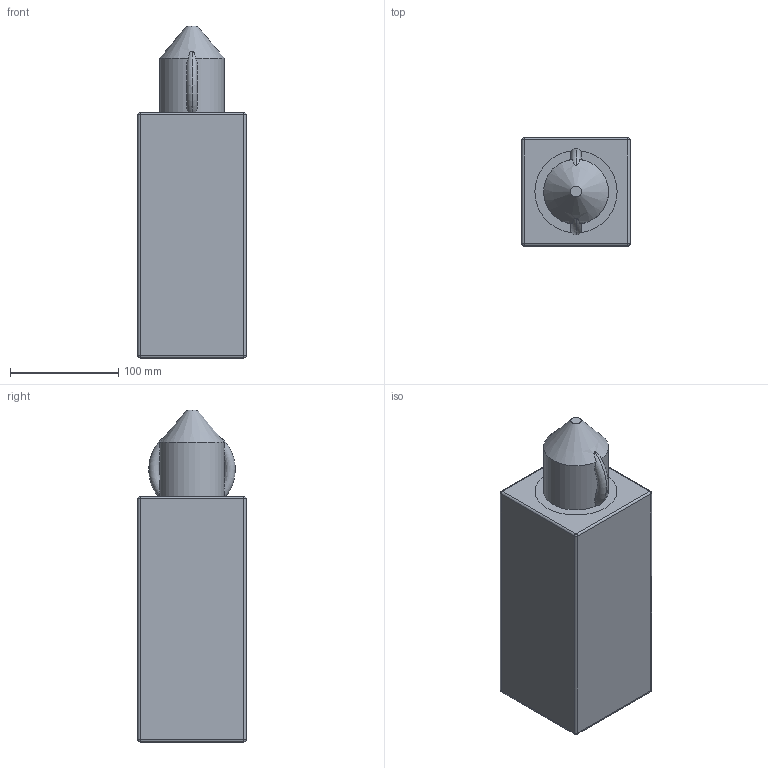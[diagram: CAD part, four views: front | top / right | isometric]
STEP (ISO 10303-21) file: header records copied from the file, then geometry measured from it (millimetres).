
FILE_DESCRIPTION(('FreeCAD Model'),'2;1');
FILE_NAME('Open CASCADE Shape Model','2025-08-30T12:16:29',('Author'),( ''),'Open CASCADE STEP processor 7.8','FreeCAD','Unknown');
FILE_SCHEMA(('AUTOMOTIVE_DESIGN { 1 0 10303 214 1 1 1 1 }'));
Length unit declared in the file: millimetre
Products named in the file (1): Shape
Bounding box: 100 x 100 x 307 mm (x, y, z)
Volume: 470919.4 mm3; surface area: 341429.6 mm2
Topology: 1 solids, 3 shells, 85 faces, 181 edges, 96 vertices
Faces by surface type: cylinder 32, plane 31, sphere 16, torus 5, cone 1
Full cylindrical faces by diameter (mm): 71.6 x1, 74 x1, 76 x1, 94 x1
Entity records: 8020 total; most frequent: CARTESIAN_POINT 4663, DIRECTION 603, ORIENTED_EDGE 330, PCURVE 330, DEFINITIONAL_REPRESENTATION 330, LINE 261, VECTOR 261, EDGE_CURVE 165
